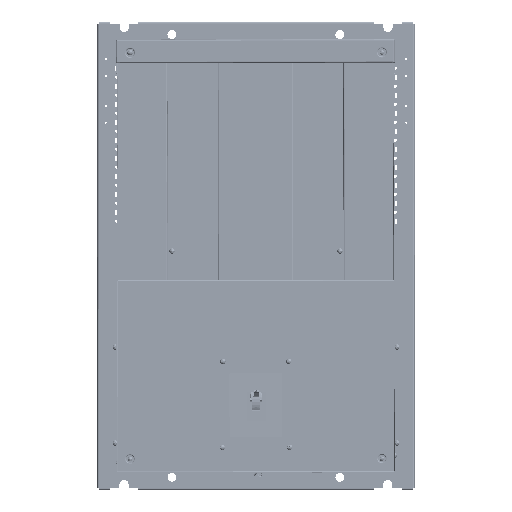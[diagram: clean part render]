
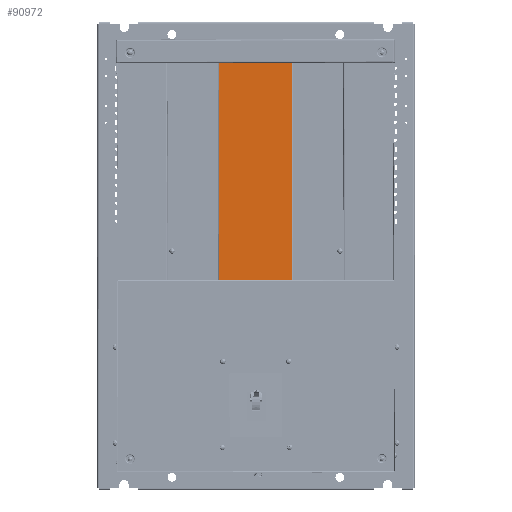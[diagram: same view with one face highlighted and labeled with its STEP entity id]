
A CAD part, top view. The second image highlights one B-rep face of the part: STEP entity #90972.
In plain terms, the highlighted planar face has unit normal (0, -0.001, 1).
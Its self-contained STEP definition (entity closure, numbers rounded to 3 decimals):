
#90757=DIRECTION('',(-1.,-0.001,0.));
#90758=VECTOR('',#90757,6.074);
#90759=CARTESIAN_POINT('',(19.732,27.4,5.981));
#90760=LINE('',#90759,#90758);
#90761=DIRECTION('',(1.,0.001,0.));
#90762=VECTOR('',#90761,6.074);
#90763=CARTESIAN_POINT('',(13.631,45.491,5.998));
#90764=LINE('',#90763,#90762);
#90770=DIRECTION('',(-0.001,1.,0.001));
#90771=VECTOR('',#90770,18.1);
#90772=CARTESIAN_POINT('',(19.732,27.4,5.981));
#90773=LINE('',#90772,#90771);
#90900=DIRECTION('',(0.001,-1.,-0.001));
#90901=VECTOR('',#90900,18.1);
#90902=CARTESIAN_POINT('',(13.631,45.491,5.998));
#90903=LINE('',#90902,#90901);
#90909=CARTESIAN_POINT('',(13.631,45.491,5.998));
#90911=VERTEX_POINT('',#90909);
#90915=CARTESIAN_POINT('',(13.658,27.391,5.981));
#90917=VERTEX_POINT('',#90915);
#90933=CARTESIAN_POINT('',(19.705,45.5,5.998));
#90934=VERTEX_POINT('',#90933);
#90935=CARTESIAN_POINT('',(19.732,27.4,5.981));
#90936=VERTEX_POINT('',#90935);
#90957=CARTESIAN_POINT('',(19.818,45.5,5.998));
#90958=DIRECTION('',(0.,-0.001,1.));
#90959=DIRECTION('',(-1.,-0.001,0.));
#90960=AXIS2_PLACEMENT_3D('',#90957,#90958,#90959);
#90961=PLANE('',#90960);
#90963=ORIENTED_EDGE('',*,*,#90962,.F.);
#90965=ORIENTED_EDGE('',*,*,#90964,.T.);
#90967=ORIENTED_EDGE('',*,*,#90966,.F.);
#90969=ORIENTED_EDGE('',*,*,#90968,.T.);
#90970=EDGE_LOOP('',(#90963,#90965,#90967,#90969));
#90971=FACE_OUTER_BOUND('',#90970,.F.);
#90972=ADVANCED_FACE('',(#90971),#90961,.T.);
#90962=EDGE_CURVE('',#90936,#90934,#90773,.T.);
#90964=EDGE_CURVE('',#90936,#90917,#90760,.T.);
#90966=EDGE_CURVE('',#90911,#90917,#90903,.T.);
#90968=EDGE_CURVE('',#90911,#90934,#90764,.T.);
